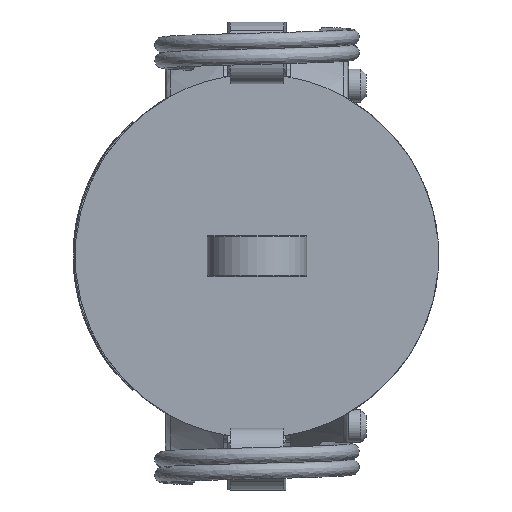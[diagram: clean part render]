
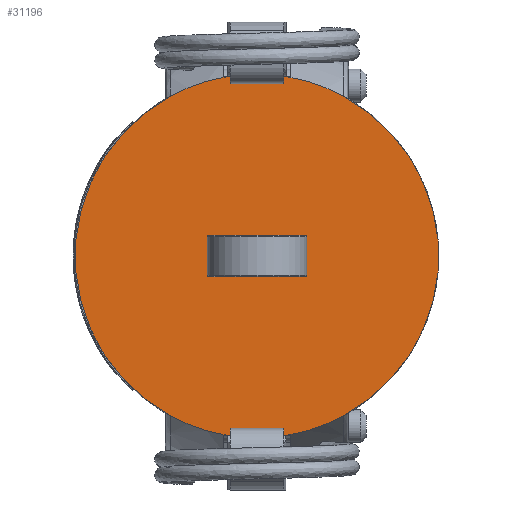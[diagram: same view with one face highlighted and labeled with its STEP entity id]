
A CAD part, left-side view. The second image highlights one B-rep face of the part: STEP entity #31196.
In plain terms, the highlighted planar face has unit normal (-1, 0, 0).
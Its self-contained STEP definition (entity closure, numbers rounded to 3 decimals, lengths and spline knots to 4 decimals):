
#2099=FACE_BOUND('',#5318,.T.);
#2450=PLANE('',#33226);
#3522=FACE_OUTER_BOUND('',#5317,.T.);
#5317=EDGE_LOOP('',(#23498,#23499,#23500,#23501,#23502,#23503,#23504,#23505));
#5318=EDGE_LOOP('',(#23506,#23507,#23508,#23509,#23510,#23511,#23512,#23513));
#6823=LINE('',#40935,#8998);
#6826=LINE('',#40948,#9001);
#6832=LINE('',#40971,#9007);
#6834=LINE('',#40978,#9009);
#7360=LINE('',#47219,#9535);
#7363=LINE('',#47228,#9538);
#8998=VECTOR('',#34798,0.3937);
#9001=VECTOR('',#34811,0.3937);
#9007=VECTOR('',#34837,0.3937);
#9009=VECTOR('',#34845,0.3937);
#9535=VECTOR('',#36247,0.3937);
#9538=VECTOR('',#36252,0.3937);
#11138=CIRCLE('',#32704,1.37);
#11177=CIRCLE('',#32768,0.01);
#11180=CIRCLE('',#32773,0.01);
#11183=CIRCLE('',#32780,0.01);
#11185=CIRCLE('',#32784,0.01);
#11189=CIRCLE('',#32795,1.37);
#11255=CIRCLE('',#32893,1.37);
#11256=CIRCLE('',#32894,1.37);
#11328=CIRCLE('',#33219,1.37);
#11329=CIRCLE('',#33224,1.37);
#13407=VERTEX_POINT('',#40725);
#13408=VERTEX_POINT('',#40738);
#13465=VERTEX_POINT('',#40931);
#13467=VERTEX_POINT('',#40934);
#13470=VERTEX_POINT('',#40944);
#13472=VERTEX_POINT('',#40947);
#13475=VERTEX_POINT('',#40955);
#13477=VERTEX_POINT('',#40963);
#13479=VERTEX_POINT('',#40969);
#13481=VERTEX_POINT('',#40977);
#13485=VERTEX_POINT('',#41013);
#13486=VERTEX_POINT('',#41026);
#13737=VERTEX_POINT('',#42587);
#13740=VERTEX_POINT('',#42690);
#14155=VERTEX_POINT('',#47214);
#14156=VERTEX_POINT('',#47223);
#16529=EDGE_CURVE('',#13407,#13408,#11138,.T.);
#16606=EDGE_CURVE('',#13467,#13465,#6823,.T.);
#16612=EDGE_CURVE('',#13472,#13470,#6826,.T.);
#16616=EDGE_CURVE('',#13467,#13475,#11177,.F.);
#16620=EDGE_CURVE('',#13477,#13465,#11180,.F.);
#16624=EDGE_CURVE('',#13477,#13479,#6832,.T.);
#16627=EDGE_CURVE('',#13481,#13475,#6834,.T.);
#16630=EDGE_CURVE('',#13472,#13479,#11183,.F.);
#16632=EDGE_CURVE('',#13481,#13470,#11185,.F.);
#16644=EDGE_CURVE('',#13485,#13486,#11189,.T.);
#16910=EDGE_CURVE('',#13407,#13737,#11255,.T.);
#16916=EDGE_CURVE('',#13485,#13740,#11256,.T.);
#17658=EDGE_CURVE('',#13737,#14155,#7360,.T.);
#17662=EDGE_CURVE('',#13740,#14156,#7363,.T.);
#17667=EDGE_CURVE('',#14156,#13408,#11328,.T.);
#17670=EDGE_CURVE('',#14155,#13486,#11329,.T.);
#23498=ORIENTED_EDGE('',*,*,#17658,.T.);
#23499=ORIENTED_EDGE('',*,*,#17670,.T.);
#23500=ORIENTED_EDGE('',*,*,#16644,.F.);
#23501=ORIENTED_EDGE('',*,*,#16916,.T.);
#23502=ORIENTED_EDGE('',*,*,#17662,.T.);
#23503=ORIENTED_EDGE('',*,*,#17667,.T.);
#23504=ORIENTED_EDGE('',*,*,#16529,.F.);
#23505=ORIENTED_EDGE('',*,*,#16910,.T.);
#23506=ORIENTED_EDGE('',*,*,#16606,.T.);
#23507=ORIENTED_EDGE('',*,*,#16620,.F.);
#23508=ORIENTED_EDGE('',*,*,#16624,.T.);
#23509=ORIENTED_EDGE('',*,*,#16630,.F.);
#23510=ORIENTED_EDGE('',*,*,#16612,.T.);
#23511=ORIENTED_EDGE('',*,*,#16632,.F.);
#23512=ORIENTED_EDGE('',*,*,#16627,.T.);
#23513=ORIENTED_EDGE('',*,*,#16616,.F.);
#31196=ADVANCED_FACE('',(#3522,#2099),#2450,.T.);
#32704=AXIS2_PLACEMENT_3D('',#40739,#34653,#34654);
#32768=AXIS2_PLACEMENT_3D('',#40956,#34819,#34820);
#32773=AXIS2_PLACEMENT_3D('',#40964,#34830,#34831);
#32780=AXIS2_PLACEMENT_3D('',#40982,#34851,#34852);
#32784=AXIS2_PLACEMENT_3D('',#40986,#34859,#34860);
#32795=AXIS2_PLACEMENT_3D('',#41027,#34886,#34887);
#32893=AXIS2_PLACEMENT_3D('',#42592,#35162,#35163);
#32894=AXIS2_PLACEMENT_3D('',#42695,#35164,#35165);
#33219=AXIS2_PLACEMENT_3D('',#47246,#36261,#36262);
#33224=AXIS2_PLACEMENT_3D('',#47262,#36273,#36274);
#33226=AXIS2_PLACEMENT_3D('',#47264,#36277,#36278);
#34653=DIRECTION('center_axis',(1.,0.,0.));
#34654=DIRECTION('ref_axis',(0.,1.,0.));
#34798=DIRECTION('',(0.,1.,0.));
#34811=DIRECTION('',(0.,-1.,0.));
#34819=DIRECTION('center_axis',(1.,0.,0.));
#34820=DIRECTION('ref_axis',(0.,-0.707,-0.707));
#34830=DIRECTION('center_axis',(1.,0.,0.));
#34831=DIRECTION('ref_axis',(0.,0.707,-0.707));
#34837=DIRECTION('',(0.,0.,1.));
#34845=DIRECTION('',(0.,0.,-1.));
#34851=DIRECTION('center_axis',(1.,0.,0.));
#34852=DIRECTION('ref_axis',(0.,0.707,0.707));
#34859=DIRECTION('center_axis',(1.,0.,0.));
#34860=DIRECTION('ref_axis',(0.,-0.707,0.707));
#34886=DIRECTION('center_axis',(1.,0.,0.));
#34887=DIRECTION('ref_axis',(0.,1.,0.));
#35162=DIRECTION('center_axis',(-1.,0.,0.));
#35163=DIRECTION('ref_axis',(0.,0.,1.));
#35164=DIRECTION('center_axis',(-1.,0.,0.));
#35165=DIRECTION('ref_axis',(0.,0.,1.));
#36247=DIRECTION('',(0.,-1.,0.));
#36252=DIRECTION('',(0.,1.,0.));
#36261=DIRECTION('center_axis',(-1.,0.,0.));
#36262=DIRECTION('ref_axis',(0.,0.,1.));
#36273=DIRECTION('center_axis',(-1.,0.,0.));
#36274=DIRECTION('ref_axis',(0.,0.,1.));
#36277=DIRECTION('center_axis',(-1.,0.,0.));
#36278=DIRECTION('ref_axis',(0.,0.,1.));
#40725=CARTESIAN_POINT('',(0.,0.6542,-1.2037));
#40738=CARTESIAN_POINT('',(0.,0.6542,1.2037));
#40739=CARTESIAN_POINT('Origin',(0.,0.,0.));
#40931=CARTESIAN_POINT('',(0.,0.365,-0.155));
#40934=CARTESIAN_POINT('',(0.,-0.365,-0.155));
#40935=CARTESIAN_POINT('',(0.,0.3425,-0.155));
#40944=CARTESIAN_POINT('',(0.,-0.365,0.155));
#40947=CARTESIAN_POINT('',(0.,0.365,0.155));
#40948=CARTESIAN_POINT('',(0.,0.3425,0.155));
#40955=CARTESIAN_POINT('',(0.,-0.375,-0.145));
#40956=CARTESIAN_POINT('Origin',(0.,-0.365,-0.145));
#40963=CARTESIAN_POINT('',(0.,0.375,-0.145));
#40964=CARTESIAN_POINT('Origin',(0.,0.365,-0.145));
#40969=CARTESIAN_POINT('',(0.,0.375,0.145));
#40971=CARTESIAN_POINT('',(0.,0.375,0.));
#40977=CARTESIAN_POINT('',(0.,-0.375,0.145));
#40978=CARTESIAN_POINT('',(0.,-0.375,0.));
#40982=CARTESIAN_POINT('Origin',(0.,0.365,0.145));
#40986=CARTESIAN_POINT('Origin',(0.,-0.365,0.145));
#41013=CARTESIAN_POINT('',(0.,-0.6542,1.2037));
#41026=CARTESIAN_POINT('',(0.,-0.6542,-1.2037));
#41027=CARTESIAN_POINT('Origin',(0.,0.,0.));
#42587=CARTESIAN_POINT('',(0.,0.2332,-1.35));
#42592=CARTESIAN_POINT('Origin',(0.,0.,0.));
#42690=CARTESIAN_POINT('',(0.,-0.2332,1.35));
#42695=CARTESIAN_POINT('Origin',(0.,0.,0.));
#47214=CARTESIAN_POINT('',(0.,-0.2332,-1.35));
#47219=CARTESIAN_POINT('',(0.,0.3425,-1.35));
#47223=CARTESIAN_POINT('',(0.,0.2332,1.35));
#47228=CARTESIAN_POINT('',(0.,0.3425,1.35));
#47246=CARTESIAN_POINT('Origin',(0.,0.,0.));
#47262=CARTESIAN_POINT('Origin',(0.,0.,0.));
#47264=CARTESIAN_POINT('Origin',(0.,0.685,0.));
